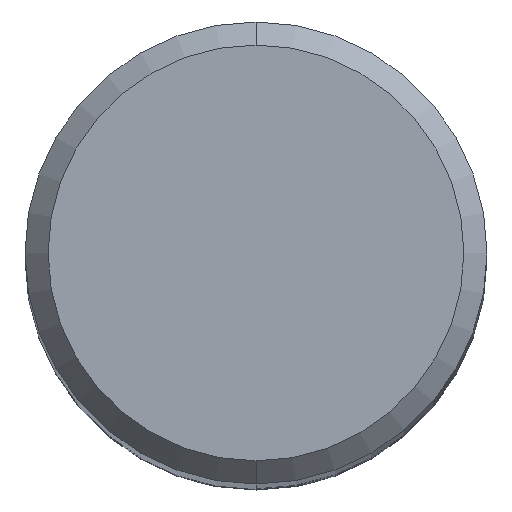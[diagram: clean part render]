
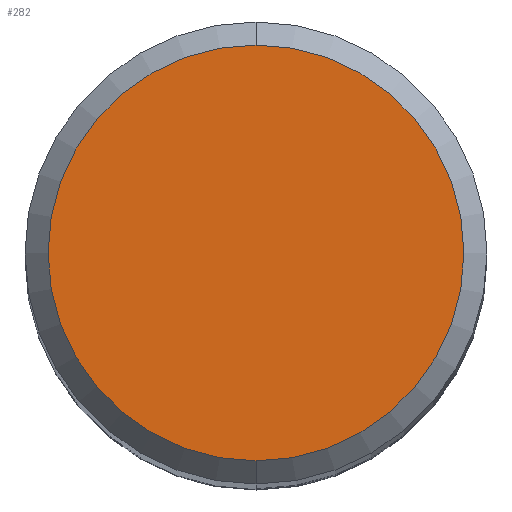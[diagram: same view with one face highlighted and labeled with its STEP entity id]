
A CAD part, top view. The second image highlights one B-rep face of the part: STEP entity #282.
In plain terms, the highlighted planar face has unit normal (0, 0, 1).
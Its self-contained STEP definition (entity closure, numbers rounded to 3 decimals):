
#208=EDGE_CURVE('',#250,#354,#492,.T.);
#250=VERTEX_POINT('',#540);
#282=ADVANCED_FACE('',(#575),#576,.T.);
#354=VERTEX_POINT('',#656);
#388=EDGE_CURVE('',#354,#250,#694,.T.);
#492=CIRCLE('',#838,4.5);
#540=CARTESIAN_POINT('',(0.,-4.5,0.0));
#575=FACE_OUTER_BOUND('',#1002,.T.);
#576=PLANE('',#1003);
#656=CARTESIAN_POINT('',(0.0,4.5,0.0));
#694=CIRCLE('',#1289,4.5);
#838=AXIS2_PLACEMENT_3D('',#1407,#1408,#1409);
#1002=EDGE_LOOP('',(#1508,#1509));
#1003=AXIS2_PLACEMENT_3D('',#1510,#1511,#1512);
#1289=AXIS2_PLACEMENT_3D('',#1657,#1658,#1659);
#1407=CARTESIAN_POINT('',(0.0,0.0,0.0));
#1408=DIRECTION('',(0.0,0.0,-1.0));
#1409=DIRECTION('',(0.0,1.0,0.0));
#1508=ORIENTED_EDGE('',*,*,#388,.F.);
#1509=ORIENTED_EDGE('',*,*,#208,.F.);
#1510=CARTESIAN_POINT('',(0.0,2.25,0.0));
#1511=DIRECTION('',(-0.0,0.0,1.0));
#1512=DIRECTION('',(0.0,-1.0,0.0));
#1657=CARTESIAN_POINT('',(0.0,0.0,0.0));
#1658=DIRECTION('',(0.0,0.0,-1.0));
#1659=DIRECTION('',(0.0,1.0,0.0));
